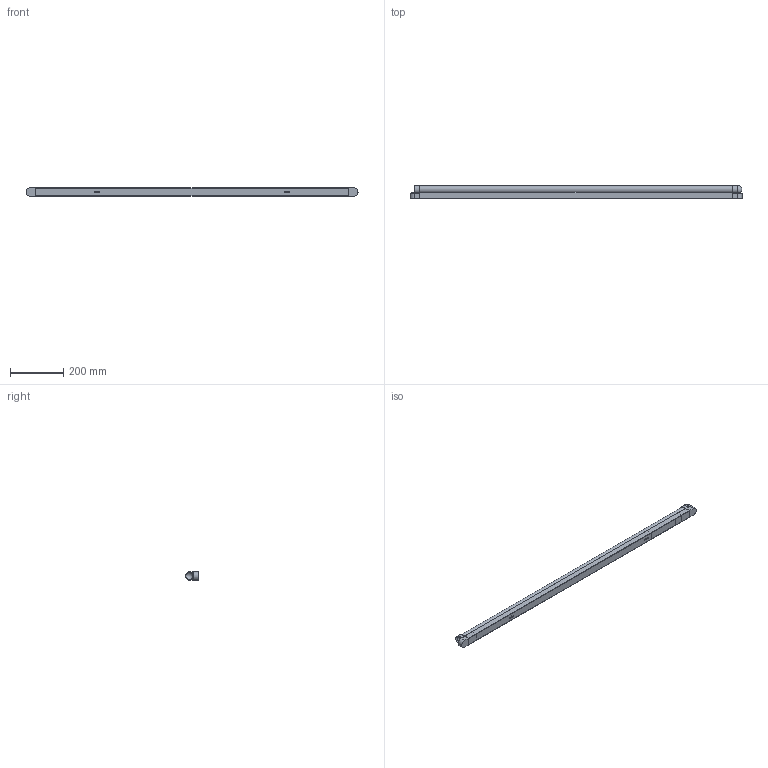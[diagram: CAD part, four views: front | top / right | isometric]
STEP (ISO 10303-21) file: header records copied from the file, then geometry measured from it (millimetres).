
FILE_DESCRIPTION (( 'STEP AP203' ), '1' );
FILE_NAME ('LLPO0-3016-1-36-K01 Ñâåòèëüíèê ËÏÎ3016 36Âò 230Â Ò8_G13 ÈÝÊ.STEP', '2017-07-05T08:51:38', ( '' ), ( '' ), 'SwSTEP 2.0', 'SolidWorks 2014', '' );
FILE_SCHEMA (( 'CONFIG_CONTROL_DESIGN' ));
Length unit declared in the file: millimetre
Products named in the file (1): LLPO0-3016-1-36-K01 Ñâåòèëüíèê ËÏÎ3016 36Âò 230Â Ò8_G13 ÈÝÊ
Bounding box: 1243 x 48 x 31 mm (x, y, z)
Volume: 883828 mm3; surface area: 321811.2 mm2
Topology: 1 solids, 1 shells, 109 faces, 273 edges, 163 vertices
Faces by surface type: plane 70, cylinder 31, bspline 3, cone 2, sphere 2, torus 1
Full cylindrical faces by diameter (mm): 26 x1
Entity records: 3419 total; most frequent: CARTESIAN_POINT 778, DIRECTION 538, ORIENTED_EDGE 526, EDGE_CURVE 263, VECTOR 188, LINE 188, AXIS2_PLACEMENT_3D 175, VERTEX_POINT 158
